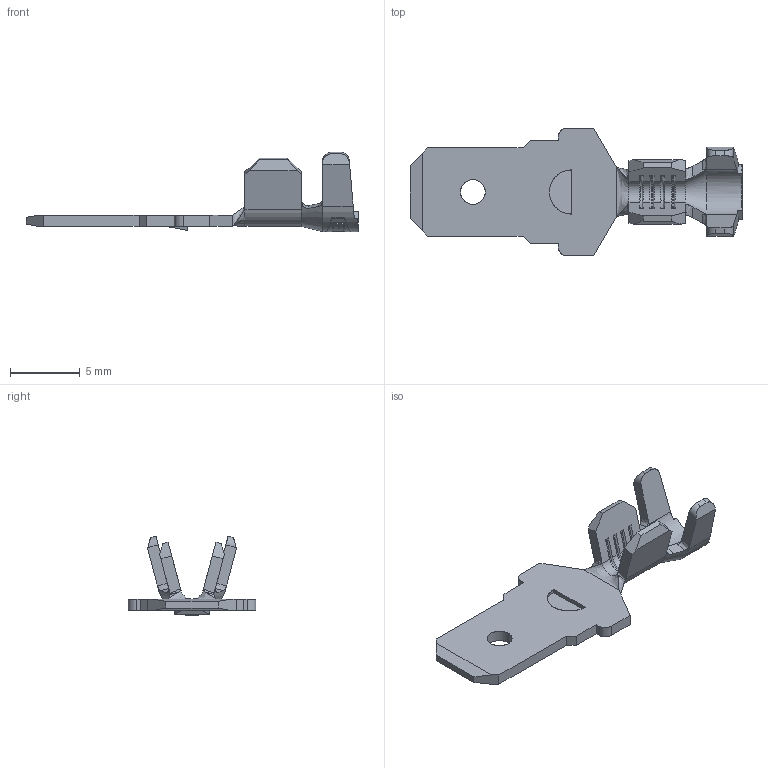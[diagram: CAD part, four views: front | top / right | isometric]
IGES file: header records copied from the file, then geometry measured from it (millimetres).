
Start section: SolidWorks IGES file using analytic representation for surfaces
Global section: file name: 08202.IGS; native system: SolidWorks 2014; preprocessor: SolidWorks 2014; author: sjohnson; date: 150129.105718; units: inch
Bounding box: 23.88 x 9.18 x 5.71 mm (x, y, z)
Surface area: 438.2 mm2 (no closed solid volume)
Topology: 0 solids, 0 shells, 192 faces, 1543 edges, 1543 vertices
Faces by surface type: bspline 159, revolution 33
